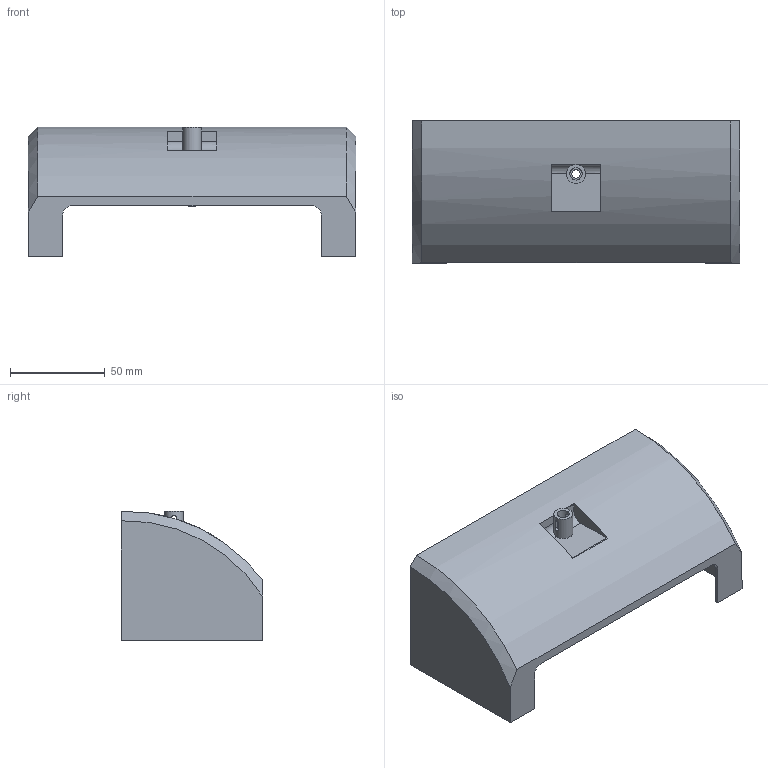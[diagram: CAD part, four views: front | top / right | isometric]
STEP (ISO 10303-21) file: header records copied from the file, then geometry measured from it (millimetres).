
FILE_DESCRIPTION(/* description */ (''),/* implementation_level */ '2;1');
FILE_NAME(/* name */ 'TERMINAL COVER.step',/* time_stamp */ '2022-07-15T11:27:44+01:00',/* author */ (''),/* organization */ (''),/* preprocessor_version */ 'ST-DEVELOPER v19',/* originating_system */ 'Autodesk Translation Framework v11.7.0.108',/* authorisation */ '');
FILE_SCHEMA (('AUTOMOTIVE_DESIGN { 1 0 10303 214 3 1 1 }'));
Length unit declared in the file: millimetre
Products named in the file (2): new design; TERMINAL COVER
Assembly tree (1 placements, depth 2):
  new design
    TERMINAL COVER
Bounding box: 173.3 x 75 x 68.4 mm (x, y, z)
Volume: 60433.8 mm3; surface area: 61636 mm2
Topology: 1 solids, 1 shells, 121 faces, 353 edges, 233 vertices
Faces by surface type: plane 87, cylinder 28, cone 6
Full cylindrical faces by diameter (mm): 4.5 x1, 6 x1, 6.5 x1, 10 x1
Entity records: 4224 total; most frequent: CARTESIAN_POINT 937, ORIENTED_EDGE 706, DIRECTION 632, EDGE_CURVE 353, LINE 262, VECTOR 262, VERTEX_POINT 233, AXIS2_PLACEMENT_3D 185
